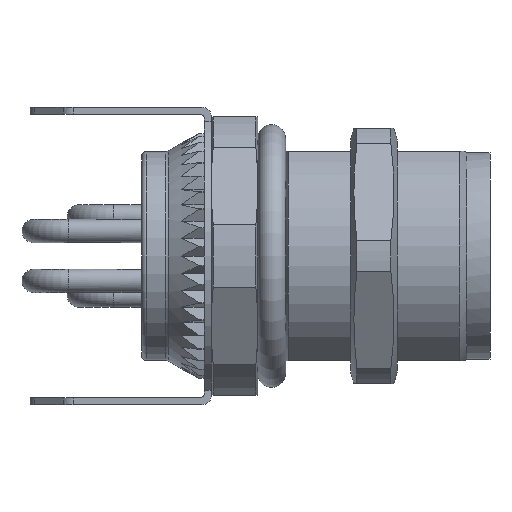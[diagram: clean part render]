
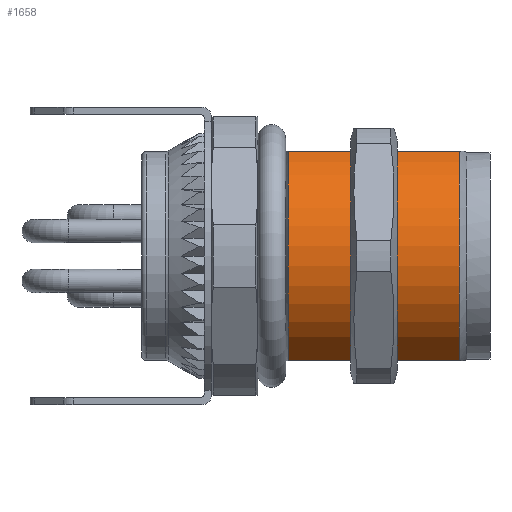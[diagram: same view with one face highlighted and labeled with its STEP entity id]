
A CAD part, front view. The second image highlights one B-rep face of the part: STEP entity #1658.
In plain terms, the highlighted cylindrical face has radius 5 mm (diameter 10 mm), a partial arc.
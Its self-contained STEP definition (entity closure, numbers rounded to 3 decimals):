
#464=CYLINDRICAL_SURFACE('',#6087,5.);
#579=FACE_OUTER_BOUND('',#2205,.T.);
#861=LINE('',#8495,#1259);
#862=LINE('',#8500,#1260);
#1259=VECTOR('',#6759,1.);
#1260=VECTOR('',#6762,1.);
#1658=ADVANCED_FACE('',(#579),#464,.T.);
#2205=EDGE_LOOP('',(#2627,#2628,#2629,#2630));
#2627=ORIENTED_EDGE('',*,*,#4937,.F.);
#2628=ORIENTED_EDGE('',*,*,#4938,.T.);
#2629=ORIENTED_EDGE('',*,*,#4939,.F.);
#2630=ORIENTED_EDGE('',*,*,#4940,.T.);
#4343=VERTEX_POINT('',#8496);
#4344=VERTEX_POINT('',#8497);
#4345=VERTEX_POINT('',#8499);
#4346=VERTEX_POINT('',#8501);
#4937=EDGE_CURVE('',#4343,#4344,#861,.T.);
#4938=EDGE_CURVE('',#4343,#4345,#5795,.T.);
#4939=EDGE_CURVE('',#4346,#4345,#862,.T.);
#4940=EDGE_CURVE('',#4346,#4344,#5796,.T.);
#5795=CIRCLE('',#6085,5.);
#5796=CIRCLE('',#6086,5.);
#6085=AXIS2_PLACEMENT_3D('',#8498,#6760,#6761);
#6086=AXIS2_PLACEMENT_3D('',#8502,#6763,#6764);
#6087=AXIS2_PLACEMENT_3D('',#8503,#6765,#6766);
#6759=DIRECTION('',(-1.,0.,0.));
#6760=DIRECTION('',(-1.,0.,0.));
#6761=DIRECTION('',(0.,0.,-1.));
#6762=DIRECTION('',(1.,0.,0.));
#6763=DIRECTION('',(1.,0.,0.));
#6764=DIRECTION('',(0.,0.,-1.));
#6765=DIRECTION('',(1.,0.,0.));
#6766=DIRECTION('',(0.,0.,-1.));
#8495=CARTESIAN_POINT('',(10.,-2.179,-4.5));
#8496=CARTESIAN_POINT('',(13.682,-2.179,-4.5));
#8497=CARTESIAN_POINT('',(6.318,-2.179,-4.5));
#8498=CARTESIAN_POINT('',(13.682,0.,0.));
#8499=CARTESIAN_POINT('',(13.682,-2.179,4.5));
#8500=CARTESIAN_POINT('',(10.,-2.179,4.5));
#8501=CARTESIAN_POINT('',(6.318,-2.179,4.5));
#8502=CARTESIAN_POINT('',(6.318,0.,0.));
#8503=CARTESIAN_POINT('',(10.,0.,0.));
